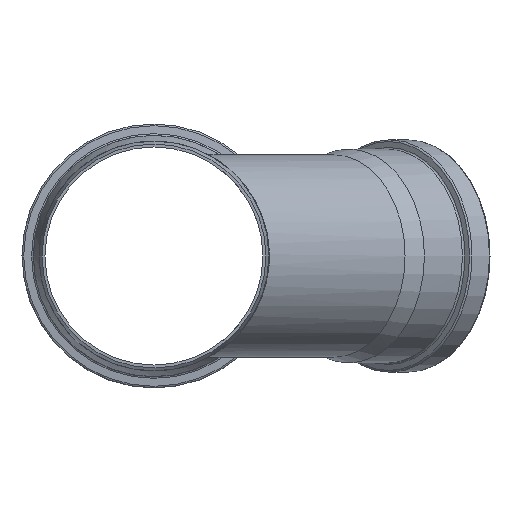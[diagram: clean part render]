
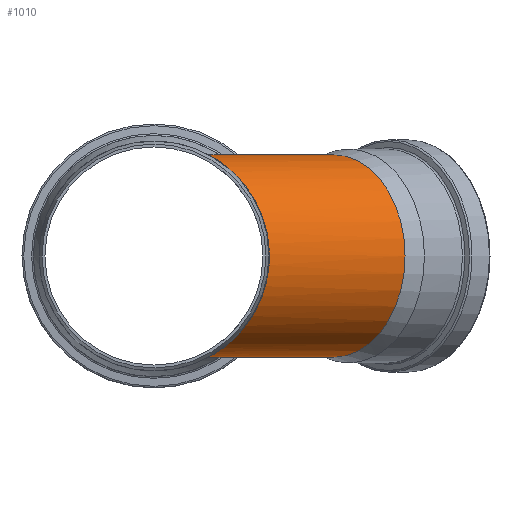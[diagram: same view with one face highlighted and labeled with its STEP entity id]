
A CAD part, front view. The second image highlights one B-rep face of the part: STEP entity #1010.
In plain terms, the highlighted cylindrical face has radius 55.1 mm (diameter 110.2 mm), a partial arc.
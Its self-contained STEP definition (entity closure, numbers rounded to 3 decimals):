
#145=CYLINDRICAL_SURFACE('',#1099,55.1);
#185=FACE_OUTER_BOUND('',#266,.T.);
#266=EDGE_LOOP('',(#827,#828));
#390=CIRCLE('',#1098,55.1);
#473=B_SPLINE_CURVE_WITH_KNOTS('',3,(#2455,#2456,#2457,#2458,#2459,#2460,
#2461,#2462,#2463,#2464,#2465,#2466,#2467,#2468,#2469,#2470,#2471,#2472,
#2473,#2474,#2475,#2476,#2477,#2478,#2479,#2480,#2481,#2482,#2483,#2484,
#2485,#2486,#2487,#2488,#2489,#2490),.UNSPECIFIED.,.F.,.F.,(4,1,1,1,1,1,
1,1,1,1,1,1,1,1,1,1,1,1,1,1,1,1,1,1,1,1,1,1,1,1,1,1,1,4),(0.341,
0.98,1.735,3.244,4.753,6.262,
8.274,10.287,10.79,11.293,12.299,
13.641,14.311,15.317,16.324,18.336,
20.348,22.36,24.373,26.385,27.391,
28.397,29.403,30.409,30.913,31.416,
32.422,34.434,36.446,37.956,39.465,
40.974,41.729,42.367),.UNSPECIFIED.);
#529=VERTEX_POINT('',#2449);
#530=VERTEX_POINT('',#2454);
#648=EDGE_CURVE('',#529,#530,#473,.T.);
#654=EDGE_CURVE('',#529,#530,#390,.T.);
#827=ORIENTED_EDGE('',*,*,#648,.F.);
#828=ORIENTED_EDGE('',*,*,#654,.T.);
#1010=ADVANCED_FACE('',(#185),#145,.T.);
#1098=AXIS2_PLACEMENT_3D('',#2572,#1277,#1278);
#1099=AXIS2_PLACEMENT_3D('',#2577,#1279,#1280);
#1277=DIRECTION('center_axis',(-0.707,-0.707,0.));
#1278=DIRECTION('ref_axis',(0.707,-0.707,0.));
#1279=DIRECTION('center_axis',(-0.707,-0.707,0.));
#1280=DIRECTION('ref_axis',(0.707,-0.707,0.));
#2449=CARTESIAN_POINT('',(61.263,-1.699,-18.963));
#2454=CARTESIAN_POINT('',(61.263,-1.699,18.963));
#2455=CARTESIAN_POINT('Ctrl Pts',(61.263,-1.699,-18.963));
#2456=CARTESIAN_POINT('Ctrl Pts',(60.75,-3.019,-20.521));
#2457=CARTESIAN_POINT('Ctrl Pts',(59.548,-6.121,-23.714));
#2458=CARTESIAN_POINT('Ctrl Pts',(56.809,-13.237,-29.528));
#2459=CARTESIAN_POINT('Ctrl Pts',(52.938,-23.427,-35.705));
#2460=CARTESIAN_POINT('Ctrl Pts',(48.132,-36.414,-41.553));
#2461=CARTESIAN_POINT('Ctrl Pts',(42.817,-51.361,-46.714));
#2462=CARTESIAN_POINT('Ctrl Pts',(37.214,-68.336,-51.004));
#2463=CARTESIAN_POINT('Ctrl Pts',(33.267,-82.644,-53.378));
#2464=CARTESIAN_POINT('Ctrl Pts',(31.328,-92.411,-54.427));
#2465=CARTESIAN_POINT('Ctrl Pts',(30.32,-98.98,-54.95));
#2466=CARTESIAN_POINT('Ctrl Pts',(29.561,-108.385,-55.288));
#2467=CARTESIAN_POINT('Ctrl Pts',(30.911,-118.381,-54.567));
#2468=CARTESIAN_POINT('Ctrl Pts',(34.869,-127.23,-52.161));
#2469=CARTESIAN_POINT('Ctrl Pts',(39.755,-133.757,-48.683));
#2470=CARTESIAN_POINT('Ctrl Pts',(47.819,-141.282,-41.342));
#2471=CARTESIAN_POINT('Ctrl Pts',(56.946,-147.561,-28.796));
#2472=CARTESIAN_POINT('Ctrl Pts',(63.15,-151.311,-10.057));
#2473=CARTESIAN_POINT('Ctrl Pts',(63.145,-151.312,10.056));
#2474=CARTESIAN_POINT('Ctrl Pts',(56.951,-147.56,28.796));
#2475=CARTESIAN_POINT('Ctrl Pts',(47.815,-141.282,41.343));
#2476=CARTESIAN_POINT('Ctrl Pts',(39.761,-133.757,48.681));
#2477=CARTESIAN_POINT('Ctrl Pts',(34.243,-126.414,52.6));
#2478=CARTESIAN_POINT('Ctrl Pts',(30.653,-117.263,54.689));
#2479=CARTESIAN_POINT('Ctrl Pts',(29.836,-108.946,55.152));
#2480=CARTESIAN_POINT('Ctrl Pts',(30.058,-102.302,55.068));
#2481=CARTESIAN_POINT('Ctrl Pts',(30.734,-95.681,54.739));
#2482=CARTESIAN_POINT('Ctrl Pts',(32.826,-84.234,53.642));
#2483=CARTESIAN_POINT('Ctrl Pts',(37.215,-68.336,51.003));
#2484=CARTESIAN_POINT('Ctrl Pts',(42.816,-51.362,46.714));
#2485=CARTESIAN_POINT('Ctrl Pts',(48.133,-36.414,41.553));
#2486=CARTESIAN_POINT('Ctrl Pts',(52.937,-23.427,35.705));
#2487=CARTESIAN_POINT('Ctrl Pts',(56.809,-13.237,29.528));
#2488=CARTESIAN_POINT('Ctrl Pts',(59.548,-6.121,23.714));
#2489=CARTESIAN_POINT('Ctrl Pts',(60.75,-3.019,20.521));
#2490=CARTESIAN_POINT('Ctrl Pts',(61.263,-1.699,18.963));
#2572=CARTESIAN_POINT('Origin',(97.844,-38.28,0.));
#2577=CARTESIAN_POINT('Origin',(48.922,-87.202,0.));
